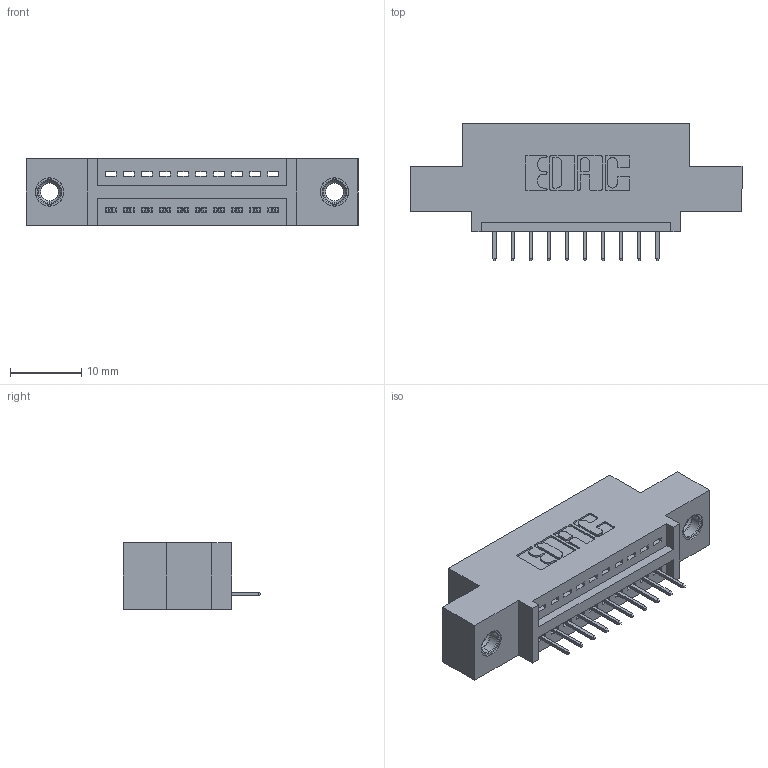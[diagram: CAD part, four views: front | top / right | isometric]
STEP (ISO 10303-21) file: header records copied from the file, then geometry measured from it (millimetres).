
FILE_DESCRIPTION (( 'STEP AP203' ), '1' );
FILE_NAME ('345-010-524-407.STEP', '2018-08-17T09:22:22', ( '' ), ( '' ), 'SwSTEP 2.0', 'SolidWorks 2016', '' );
FILE_SCHEMA (( 'CONFIG_CONTROL_DESIGN' ));
Length unit declared in the file: inch
Products named in the file (4): 345 Part_0.110 Offset - 0.156 Dia-TI; 345-292-001_345-293-124; 345-250-001_345-250-005-103; 345-010-524-407
Assembly tree (13 placements, depth 2):
  345-010-524-407
    345 Part_0.110 Offset - 0.156 Dia-TI
    345-292-001_345-293-124  x10
    345-250-001_345-250-005-103  x2
Bounding box: 46.61 x 19.35 x 9.4 mm (x, y, z)
Volume: 4038.5 mm3; surface area: 4920 mm2
Topology: 13 solids, 13 shells, 810 faces, 2289 edges, 1478 vertices
Faces by surface type: plane 576, cylinder 218, cone 12, torus 4
Entity records: 13226 total; most frequent: CARTESIAN_POINT 2273, ORIENTED_EDGE 2210, DIRECTION 2059, EDGE_CURVE 1105, LINE 917, VECTOR 917, VERTEX_POINT 728, AXIS2_PLACEMENT_3D 571
